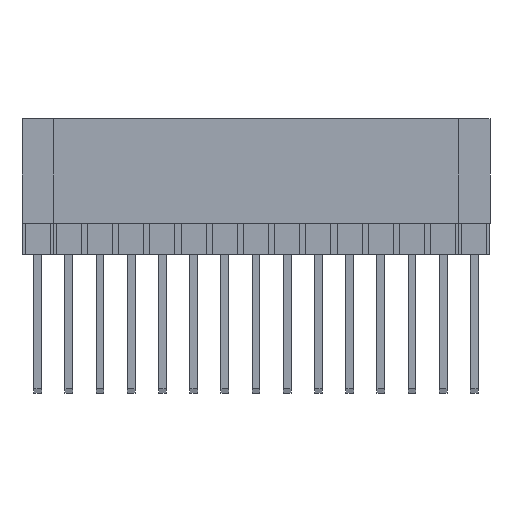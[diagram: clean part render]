
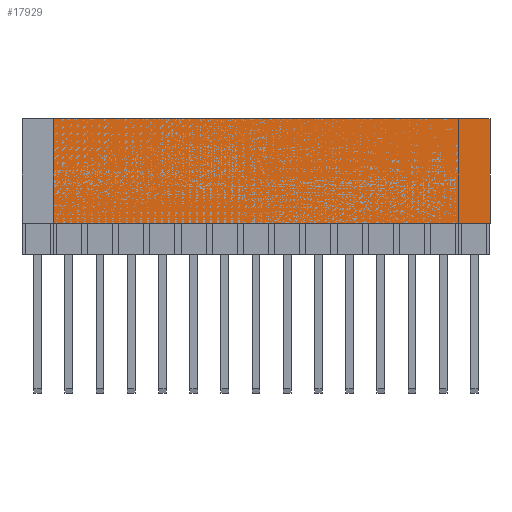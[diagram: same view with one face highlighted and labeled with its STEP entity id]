
A CAD part, front view. The second image highlights one B-rep face of the part: STEP entity #17929.
In plain terms, the highlighted planar face has unit normal (0, -1, 0).
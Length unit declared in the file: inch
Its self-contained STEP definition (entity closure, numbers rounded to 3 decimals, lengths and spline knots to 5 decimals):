
#195=FACE_OUTER_BOUND('',#1154,.T.);
#1154=EDGE_LOOP('',(#11761,#11762,#11763,#11764));
#2240=LINE('',#24451,#4846);
#2243=LINE('',#24457,#4849);
#2244=LINE('',#24459,#4850);
#2245=LINE('',#24460,#4851);
#4846=VECTOR('',#19913,0.3937);
#4849=VECTOR('',#19918,0.3937);
#4850=VECTOR('',#19919,0.3937);
#4851=VECTOR('',#19920,0.3937);
#7452=VERTEX_POINT('',#24448);
#7453=VERTEX_POINT('',#24450);
#7455=VERTEX_POINT('',#24456);
#7456=VERTEX_POINT('',#24458);
#9152=EDGE_CURVE('',#7452,#7453,#2240,.T.);
#9155=EDGE_CURVE('',#7452,#7455,#2243,.T.);
#9156=EDGE_CURVE('',#7455,#7456,#2244,.T.);
#9157=EDGE_CURVE('',#7453,#7456,#2245,.T.);
#11761=ORIENTED_EDGE('',*,*,#9155,.T.);
#11762=ORIENTED_EDGE('',*,*,#9156,.T.);
#11763=ORIENTED_EDGE('',*,*,#9157,.F.);
#11764=ORIENTED_EDGE('',*,*,#9152,.F.);
#16970=PLANE('',#18943);
#17929=ADVANCED_FACE('',(#195),#16970,.T.);
#18943=AXIS2_PLACEMENT_3D('',#24455,#19916,#19917);
#19913=DIRECTION('',(0.,0.,1.));
#19916=DIRECTION('center_axis',(0.,-1.,0.));
#19917=DIRECTION('ref_axis',(1.,0.,0.));
#19918=DIRECTION('',(1.,0.,0.));
#19919=DIRECTION('',(0.,0.,1.));
#19920=DIRECTION('',(1.,0.,0.));
#24448=CARTESIAN_POINT('',(0.,0.,0.));
#24450=CARTESIAN_POINT('',(0.,0.,0.335));
#24451=CARTESIAN_POINT('',(0.,0.,0.));
#24455=CARTESIAN_POINT('Origin',(0.,0.,0.));
#24456=CARTESIAN_POINT('',(1.4,0.,0.));
#24457=CARTESIAN_POINT('',(0.35,0.,0.));
#24458=CARTESIAN_POINT('',(1.4,0.,0.335));
#24459=CARTESIAN_POINT('',(1.4,0.,0.));
#24460=CARTESIAN_POINT('',(0.,0.,0.335));
